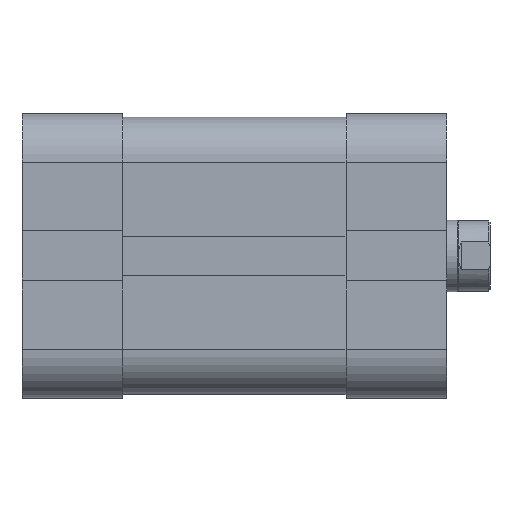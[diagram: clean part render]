
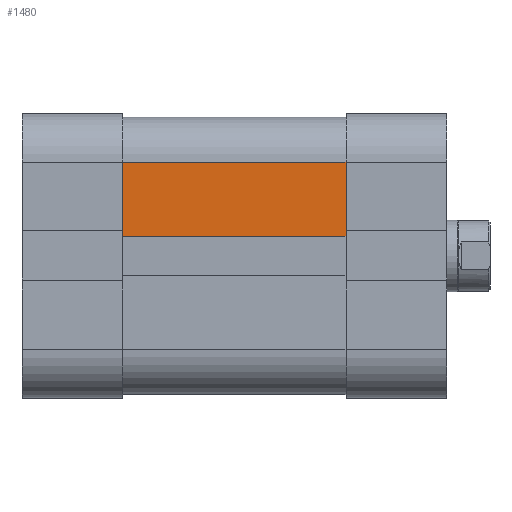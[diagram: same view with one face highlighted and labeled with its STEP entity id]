
A CAD part, top view. The second image highlights one B-rep face of the part: STEP entity #1480.
In plain terms, the highlighted face is planar.
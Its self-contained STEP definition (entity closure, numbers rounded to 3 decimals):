
#179 = EDGE_LOOP ( 'NONE', ( #1520, #1519, #1518, #1517 ) ) ;
#729 = EDGE_CURVE ( 'NONE', #7153, #6892, #2628, .T. ) ;
#730 = EDGE_CURVE ( 'NONE', #6892, #7188, #2642, .T. ) ;
#731 = EDGE_CURVE ( 'NONE', #7173, #7188, #2646, .T. ) ;
#733 = EDGE_CURVE ( 'NONE', #7153, #7173, #2650, .T. ) ;
#1480 = ADVANCED_FACE ( 'NONE', ( #4839 ), #5586, .T. ) ;
#1517 = ORIENTED_EDGE ( 'NONE', *, *, #729, .T. ) ;
#1518 = ORIENTED_EDGE ( 'NONE', *, *, #733, .F. ) ;
#1519 = ORIENTED_EDGE ( 'NONE', *, *, #731, .F. ) ;
#1520 = ORIENTED_EDGE ( 'NONE', *, *, #730, .T. ) ;
#2628 = LINE ( 'NONE', #3212, #2635 ) ;
#2635 = VECTOR ( 'NONE', #3213, 1000. ) ;
#2642 = LINE ( 'NONE', #3204, #2644 ) ;
#2644 = VECTOR ( 'NONE', #3214, 1000. ) ;
#2646 = LINE ( 'NONE', #3215, #2647 ) ;
#2647 = VECTOR ( 'NONE', #3216, 1000. ) ;
#2650 = LINE ( 'NONE', #3219, #2651 ) ;
#2651 = VECTOR ( 'NONE', #3220, 1000. ) ;
#3204 = CARTESIAN_POINT ( 'NONE',  ( 16.55, 0., -31. ) ) ;
#3212 = CARTESIAN_POINT ( 'NONE',  ( 6.25, 0., -31. ) ) ;
#3213 = DIRECTION ( 'NONE',  ( 1., 0., 0. ) ) ;
#3214 = DIRECTION ( 'NONE',  ( 0., 0., 1. ) ) ;
#3215 = CARTESIAN_POINT ( 'NONE',  ( 6.25, 0., 0. ) ) ;
#3216 = DIRECTION ( 'NONE',  ( 1., 0., 0. ) ) ;
#3219 = CARTESIAN_POINT ( 'NONE',  ( 6.25, 0., -31. ) ) ;
#3220 = DIRECTION ( 'NONE',  ( 0., 0., 1. ) ) ;
#4839 = FACE_OUTER_BOUND ( 'NONE', #179, .T. ) ;
#5585 = CARTESIAN_POINT ( 'NONE',  ( 6.25, 0., -31. ) ) ;
#5586 = PLANE ( 'NONE',  #6266 ) ;
#5588 = DIRECTION ( 'NONE',  ( 0., -1., 0. ) ) ;
#5589 = DIRECTION ( 'NONE',  ( 0., 0., -1. ) ) ;
#5796 = CARTESIAN_POINT ( 'NONE',  ( 16.55, 0., -31. ) ) ;
#5930 = CARTESIAN_POINT ( 'NONE',  ( 6.25, 0., -31. ) ) ;
#5939 = CARTESIAN_POINT ( 'NONE',  ( 6.25, 0., 0. ) ) ;
#5948 = CARTESIAN_POINT ( 'NONE',  ( 16.55, 0., 0. ) ) ;
#6266 = AXIS2_PLACEMENT_3D ( 'NONE', #5585, #5588, #5589 ) ;
#6892 = VERTEX_POINT ( 'NONE', #5796 ) ;
#7153 = VERTEX_POINT ( 'NONE', #5930 ) ;
#7173 = VERTEX_POINT ( 'NONE', #5939 ) ;
#7188 = VERTEX_POINT ( 'NONE', #5948 ) ;
